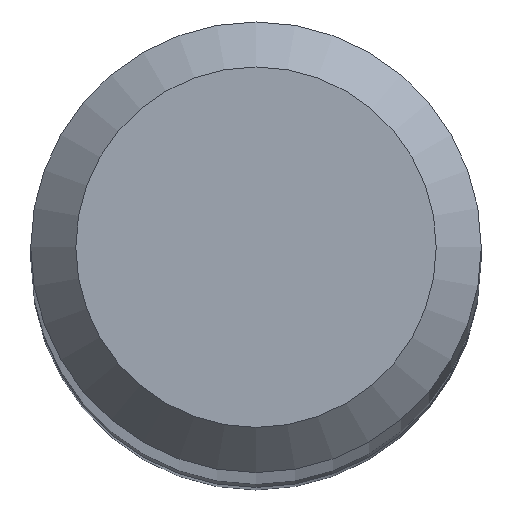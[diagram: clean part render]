
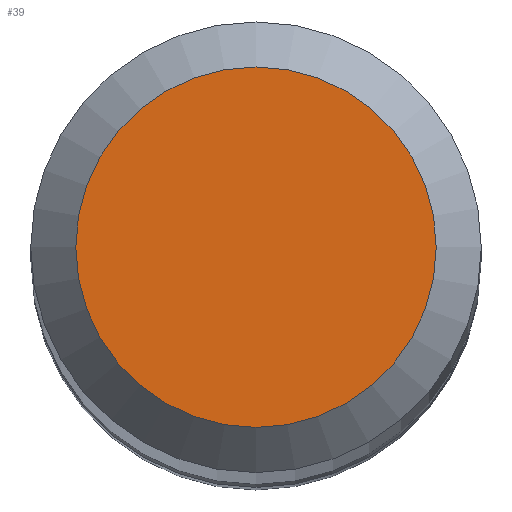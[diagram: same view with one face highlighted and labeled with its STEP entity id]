
A CAD part, top view. The second image highlights one B-rep face of the part: STEP entity #39.
In plain terms, the highlighted planar face has unit normal (0, 0, 1).
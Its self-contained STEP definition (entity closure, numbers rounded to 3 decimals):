
#17 = EDGE_LOOP ( 'NONE', ( #25 ) ) ;
#25 = ORIENTED_EDGE ( 'NONE', *, *, #278, .F. ) ;
#30 = DIRECTION ( 'NONE',  ( 0., 0., -1. ) ) ;
#39 = ADVANCED_FACE ( 'NONE', ( #50 ), #263, .F. ) ;
#50 = FACE_OUTER_BOUND ( 'NONE', #17, .T. ) ;
#57 = AXIS2_PLACEMENT_3D ( 'NONE', #270, #160, #249 ) ;
#102 = CARTESIAN_POINT ( 'NONE',  ( 0., 0., 70. ) ) ;
#133 = VERTEX_POINT ( 'NONE', #229 ) ;
#160 = DIRECTION ( 'NONE',  ( 0., 0., -1. ) ) ;
#202 = DIRECTION ( 'NONE',  ( 0., 1., 0. ) ) ;
#229 = CARTESIAN_POINT ( 'NONE',  ( 0., 1.2, 70. ) ) ;
#246 = AXIS2_PLACEMENT_3D ( 'NONE', #102, #30, #202 ) ;
#249 = DIRECTION ( 'NONE',  ( 0., 1., 0. ) ) ;
#254 = CIRCLE ( 'NONE', #57, 1.2 ) ;
#263 = PLANE ( 'NONE',  #246 ) ;
#270 = CARTESIAN_POINT ( 'NONE',  ( 0., 0., 70. ) ) ;
#278 = EDGE_CURVE ( 'NONE', #133, #133, #254, .T. ) ;
